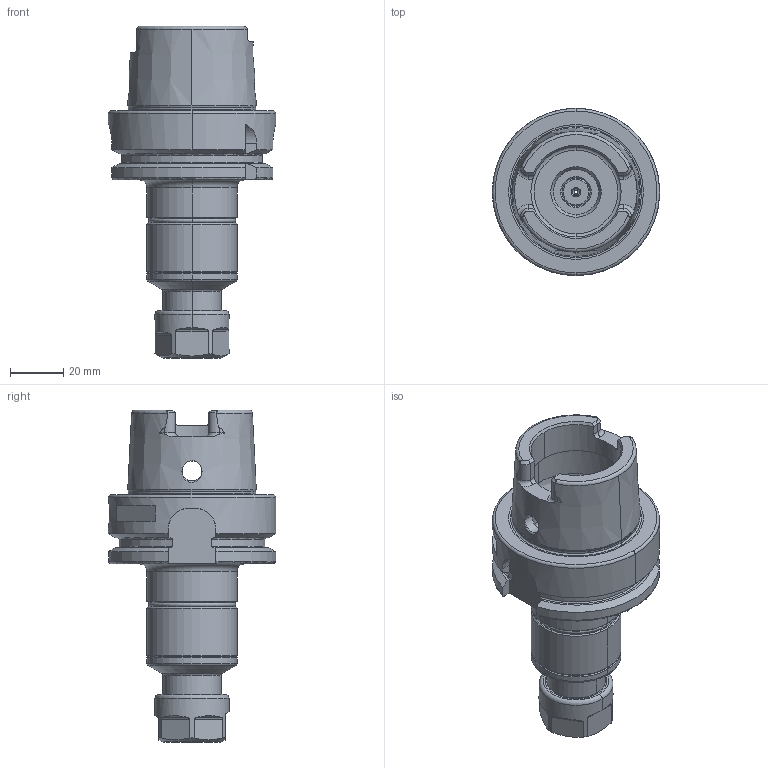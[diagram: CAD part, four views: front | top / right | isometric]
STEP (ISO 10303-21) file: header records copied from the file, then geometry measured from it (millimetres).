
FILE_DESCRIPTION((''),'2;1');
FILE_NAME('A63_16_02_10','2020-07-27T',('103090'),(''),'CREO PARAMETRIC BY PTC INC, 2016260','CREO PARAMETRIC BY PTC INC, 2016260','');
FILE_SCHEMA(('CONFIG_CONTROL_DESIGN'));
Length unit declared in the file: millimetre
Products named in the file (1): A63_16_02_10
Bounding box: 63 x 63 x 125.1 mm (x, y, z)
Volume: 124491.9 mm3; surface area: 32037.2 mm2
Topology: 2 solids, 3 shells, 277 faces, 675 edges, 414 vertices
Faces by surface type: plane 78, cylinder 77, cone 60, torus 57, bspline 5
Entity records: 9200 total; most frequent: CARTESIAN_POINT 2708, DIRECTION 1386, ORIENTED_EDGE 1344, EDGE_CURVE 672, AXIS2_PLACEMENT_3D 582, VERTEX_POINT 412, CIRCLE 307, EDGE_LOOP 298
